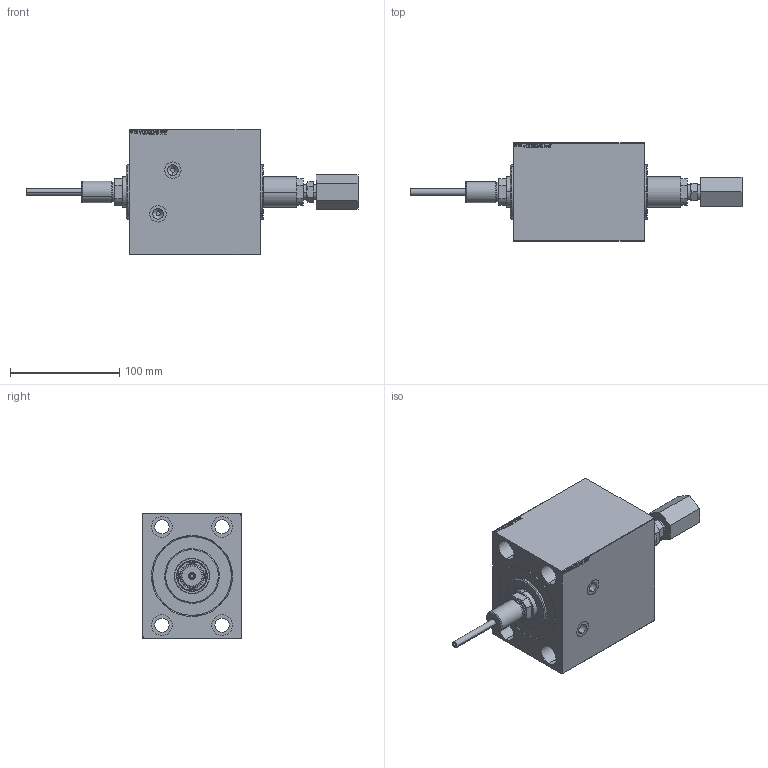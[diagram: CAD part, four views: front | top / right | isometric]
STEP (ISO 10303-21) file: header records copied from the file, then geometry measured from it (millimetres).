
FILE_DESCRIPTION (( 'STEP AP203' ), '1' );
FILE_NAME ('b1e6.STEP', '2025-05-21T07:56:19', ( '' ), ( '' ), 'SwSTEP 2.0', 'SolidWorks 2019', '' );
FILE_SCHEMA (( 'CONFIG_CONTROL_DESIGN' ));
Length unit declared in the file: millimetre
Products named in the file (6): V450DCP_B_RodCooling_ACCESSORIES f37fed9b04f513b2acf8ca241a81c64c; b1e6; V450DCP_B_VCP f37fed9b04f513b2acf8ca241a81c64c; V450DCP_C_Body f37fed9b04f513b2acf8ca241a81c64c; V450DCP_VC_B f37fed9b04f513b2acf8ca241a81c64c; V450CP_MALE_METRIC f37fed9b04f513b2acf8ca241a81c64c
Assembly tree (5 placements, depth 2):
  b1e6
    V450DCP_C_Body f37fed9b04f513b2acf8ca241a81c64c
    V450DCP_B_RodCooling_ACCESSORIES f37fed9b04f513b2acf8ca241a81c64c
    V450CP_MALE_METRIC f37fed9b04f513b2acf8ca241a81c64c
    V450DCP_B_VCP f37fed9b04f513b2acf8ca241a81c64c
    V450DCP_VC_B f37fed9b04f513b2acf8ca241a81c64c
Bounding box: 303.7 x 90 x 115 mm (x, y, z)
Volume: 1142148 mm3; surface area: 176943.6 mm2
Topology: 5 solids, 5 shells, 966 faces, 2444 edges, 1612 vertices
Faces by surface type: plane 446, bspline 380, cylinder 102, cone 34, torus 4
Entity records: 47142 total; most frequent: CARTESIAN_POINT 25610, ORIENTED_EDGE 4888, DIRECTION 3110, EDGE_CURVE 2444, VERTEX_POINT 1612, VECTOR 1406, LINE 1406, EDGE_LOOP 1110
